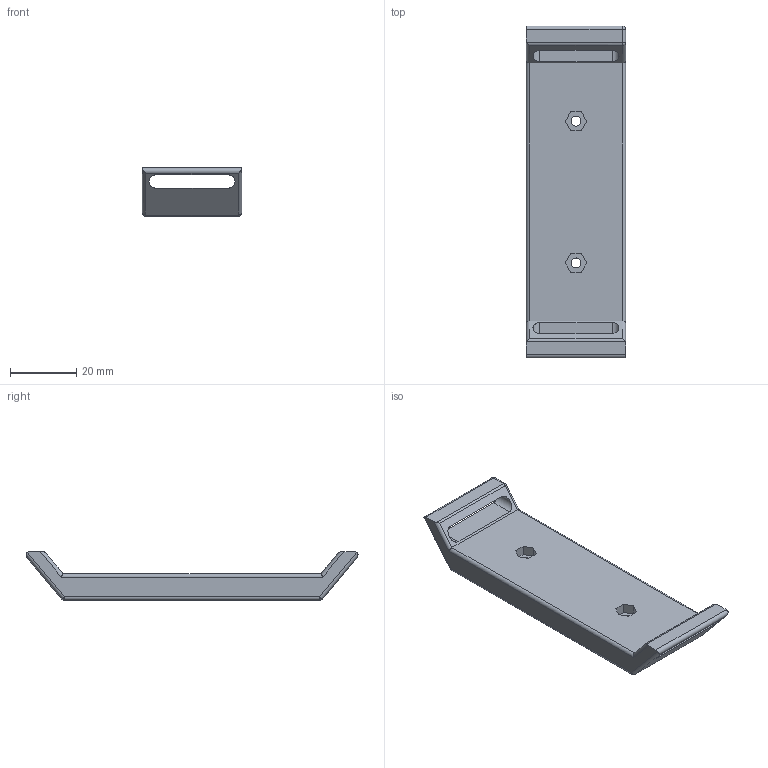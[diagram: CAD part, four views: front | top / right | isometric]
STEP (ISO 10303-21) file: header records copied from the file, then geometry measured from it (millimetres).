
FILE_DESCRIPTION(/* description */ (''),/* implementation_level */ '2;1');
FILE_NAME(/* name */ '1 inch strap flat mount v3.step',/* time_stamp */ '2020-09-01T09:25:07-07:00',/* author */ (''),/* organization */ (''),/* preprocessor_version */ 'ST-DEVELOPER v18.1',/* originating_system */ 'Autodesk Translation Framework v9.3.0.1241',/* authorisation */ '');
FILE_SCHEMA (('AUTOMOTIVE_DESIGN { 1 0 10303 214 3 1 1 }'));
Length unit declared in the file: millimetre
Products named in the file (1): 1 inch strap flat mount
Bounding box: 30 x 100.3 x 14.65 mm (x, y, z)
Volume: 21272 mm3; surface area: 8387.1 mm2
Topology: 1 solids, 1 shells, 59 faces, 143 edges, 88 vertices
Faces by surface type: plane 28, cylinder 25, sphere 6
Full cylindrical faces by diameter (mm): 3 x2
Entity records: 1756 total; most frequent: DIRECTION 309, CARTESIAN_POINT 291, ORIENTED_EDGE 286, EDGE_CURVE 143, AXIS2_PLACEMENT_3D 106, LINE 97, VECTOR 97, VERTEX_POINT 88
